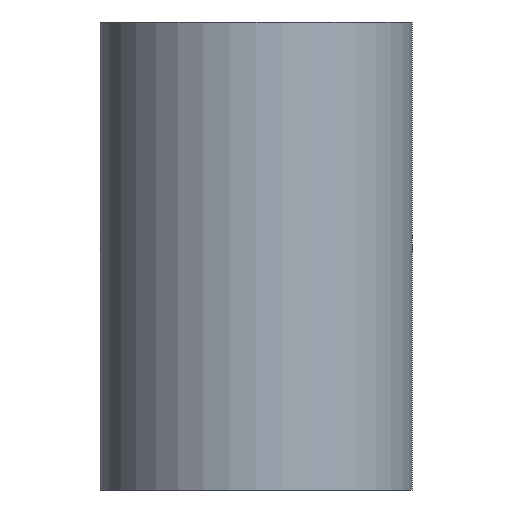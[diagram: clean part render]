
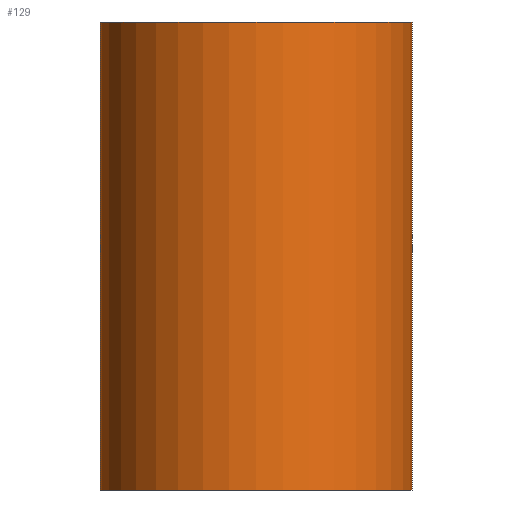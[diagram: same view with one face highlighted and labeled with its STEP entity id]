
A CAD part, front view. The second image highlights one B-rep face of the part: STEP entity #129.
In plain terms, the highlighted cylindrical face has radius 20 mm (diameter 40 mm), a partial arc.
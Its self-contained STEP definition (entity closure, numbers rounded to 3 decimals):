
#19 = ORIENTED_EDGE ( 'NONE', *, *, #824, .F. ) ;
#45 = CARTESIAN_POINT ( 'NONE',  ( 101.5, -100.5, -58. ) ) ;
#58 = DIRECTION ( 'NONE',  ( 1., 0., 0. ) ) ;
#114 = LINE ( 'NONE', #394, #440 ) ;
#123 = CARTESIAN_POINT ( 'NONE',  ( 121.5, -100.5, 2. ) ) ;
#129 = ADVANCED_FACE ( 'NONE', ( #1256 ), #829, .T. ) ;
#172 = CARTESIAN_POINT ( 'NONE',  ( 121.5, -100.5, -58. ) ) ;
#208 = CARTESIAN_POINT ( 'NONE',  ( 121.5, -100.5, -58. ) ) ;
#250 = CARTESIAN_POINT ( 'NONE',  ( 101.5, -100.5, -58. ) ) ;
#359 = CARTESIAN_POINT ( 'NONE',  ( 101.5, -100.5, 2. ) ) ;
#394 = CARTESIAN_POINT ( 'NONE',  ( 141.5, -100.5, -58. ) ) ;
#428 = DIRECTION ( 'NONE',  ( 0., 0., 1. ) ) ;
#440 = VECTOR ( 'NONE', #843, 1000. ) ;
#529 = LINE ( 'NONE', #250, #1053 ) ;
#625 = EDGE_CURVE ( 'NONE', #956, #1081, #1640, .T. ) ;
#673 = DIRECTION ( 'NONE',  ( 1., 0., 0. ) ) ;
#678 = VERTEX_POINT ( 'NONE', #45 ) ;
#793 = EDGE_LOOP ( 'NONE', ( #19, #998, #1287, #1260 ) ) ;
#824 = EDGE_CURVE ( 'NONE', #678, #956, #529, .T. ) ;
#825 = AXIS2_PLACEMENT_3D ( 'NONE', #172, #1025, #58 ) ;
#829 = CYLINDRICAL_SURFACE ( 'NONE', #825, 20. ) ;
#843 = DIRECTION ( 'NONE',  ( 0., 0., 1. ) ) ;
#949 = EDGE_CURVE ( 'NONE', #1693, #678, #1444, .T. ) ;
#956 = VERTEX_POINT ( 'NONE', #359 ) ;
#998 = ORIENTED_EDGE ( 'NONE', *, *, #949, .F. ) ;
#1025 = DIRECTION ( 'NONE',  ( 0., 0., 1. ) ) ;
#1053 = VECTOR ( 'NONE', #428, 1000. ) ;
#1081 = VERTEX_POINT ( 'NONE', #1251 ) ;
#1090 = AXIS2_PLACEMENT_3D ( 'NONE', #123, #1104, #673 ) ;
#1104 = DIRECTION ( 'NONE',  ( 0., 0., 1. ) ) ;
#1193 = DIRECTION ( 'NONE',  ( 0., 0., -1. ) ) ;
#1251 = CARTESIAN_POINT ( 'NONE',  ( 141.5, -100.5, 2. ) ) ;
#1256 = FACE_OUTER_BOUND ( 'NONE', #793, .T. ) ;
#1260 = ORIENTED_EDGE ( 'NONE', *, *, #625, .F. ) ;
#1287 = ORIENTED_EDGE ( 'NONE', *, *, #1713, .T. ) ;
#1444 = CIRCLE ( 'NONE', #1497, 20. ) ;
#1471 = DIRECTION ( 'NONE',  ( 1., 0., 0. ) ) ;
#1497 = AXIS2_PLACEMENT_3D ( 'NONE', #208, #1193, #1471 ) ;
#1640 = CIRCLE ( 'NONE', #1090, 20. ) ;
#1641 = CARTESIAN_POINT ( 'NONE',  ( 141.5, -100.5, -58. ) ) ;
#1693 = VERTEX_POINT ( 'NONE', #1641 ) ;
#1713 = EDGE_CURVE ( 'NONE', #1693, #1081, #114, .T. ) ;
